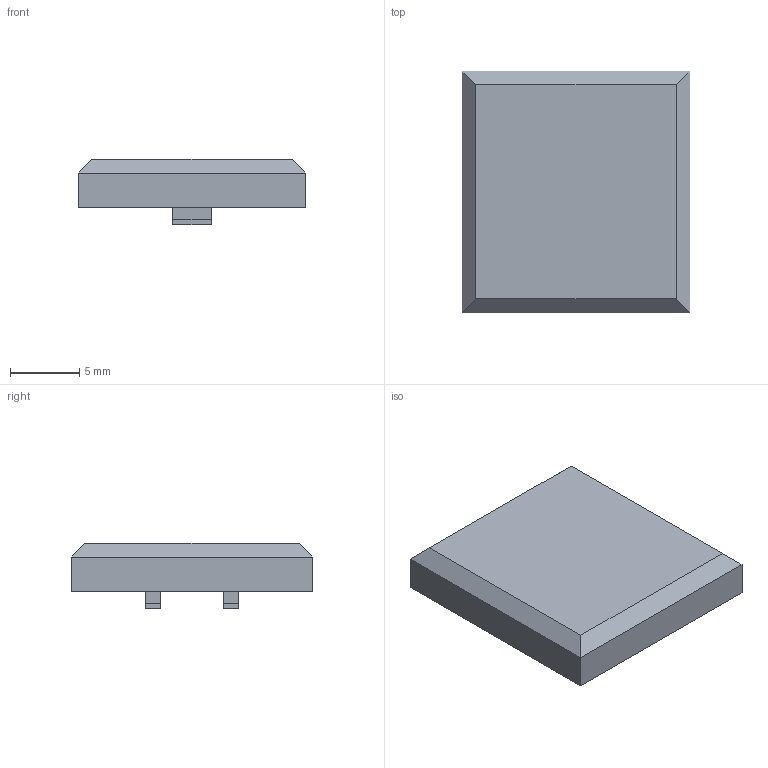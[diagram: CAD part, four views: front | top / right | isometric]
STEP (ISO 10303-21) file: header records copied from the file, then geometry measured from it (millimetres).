
FILE_DESCRIPTION(('FreeCAD Model'),'2;1');
FILE_NAME('Kailh-PG1350-Keycap.step','2021-02-27T18:00:35',('Author'),(''), 'Open CASCADE STEP processor 7.3','FreeCAD','Unknown');
FILE_SCHEMA(('AUTOMOTIVE_DESIGN { 1 0 10303 214 1 1 1 1 }'));
Length unit declared in the file: millimetre
Products named in the file (5): Cap3; ShapeBinder002; Extrude005; Body003; Chamfer006
Assembly tree (5 placements, depth 2):
  Cap3
    ShapeBinder002  x2
    Extrude005
    Body003
    Chamfer006
Bounding box: 16.5 x 17.5 x 4.75 mm (x, y, z)
Volume: 711.9 mm3; surface area: 973.8 mm2
Topology: 5 solids, 5 shells, 51 faces, 120 edges, 96 vertices
Faces by surface type: plane 51
Entity records: 2973 total; most frequent: CARTESIAN_POINT 457, DIRECTION 434, LINE 320, VECTOR 320, ORIENTED_EDGE 208, PCURVE 208, DEFINITIONAL_REPRESENTATION 208, EDGE_CURVE 104
